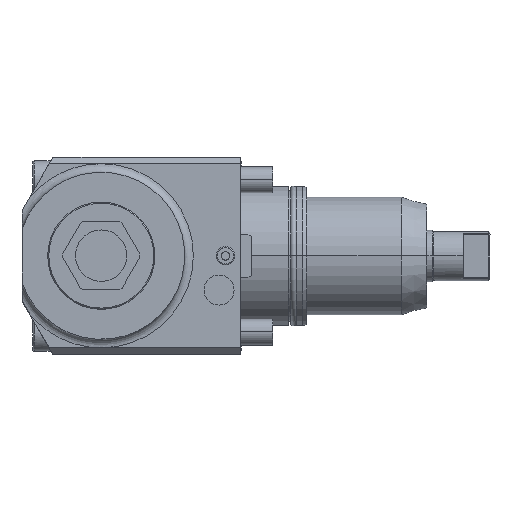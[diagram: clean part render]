
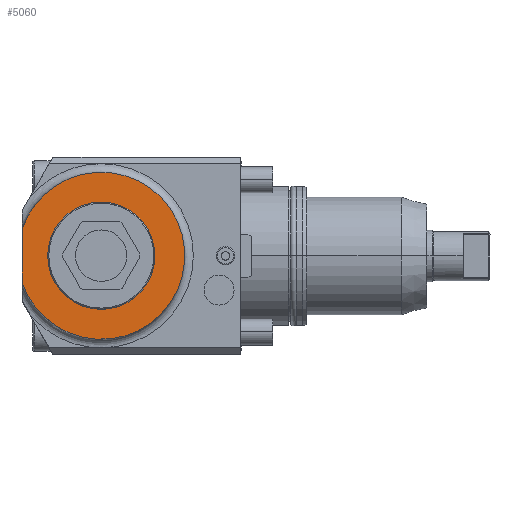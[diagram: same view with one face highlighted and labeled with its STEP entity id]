
A CAD part, top view. The second image highlights one B-rep face of the part: STEP entity #5060.
In plain terms, the highlighted planar face has unit normal (0, 0, 1).
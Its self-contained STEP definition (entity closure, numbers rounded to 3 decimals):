
#790=DIRECTION('',(0.,-1.,0.));
#791=VECTOR('',#790,24.658);
#792=CARTESIAN_POINT('',(-102.,12.329,67.5));
#793=LINE('',#792,#791);
#1158=CARTESIAN_POINT('',(-65.,0.,67.5));
#1159=DIRECTION('',(0.,0.,1.));
#1160=DIRECTION('',(-0.949,-0.316,0.));
#1161=AXIS2_PLACEMENT_3D('',#1158,#1159,#1160);
#1163=CARTESIAN_POINT('',(-65.,0.,67.5));
#1164=DIRECTION('',(0.,0.,-1.));
#1165=DIRECTION('',(0.,-1.,0.));
#1166=AXIS2_PLACEMENT_3D('',#1163,#1164,#1165);
#1168=CARTESIAN_POINT('',(-65.,0.,67.5));
#1169=DIRECTION('',(0.,0.,-1.));
#1170=DIRECTION('',(0.,1.,0.));
#1171=AXIS2_PLACEMENT_3D('',#1168,#1169,#1170);
#3291=CARTESIAN_POINT('',(-102.,12.329,67.5));
#3292=CARTESIAN_POINT('',(-102.,-12.329,67.5));
#3293=VERTEX_POINT('',#3291);
#3294=VERTEX_POINT('',#3292);
#3382=CARTESIAN_POINT('',(-65.,-22.5,67.5));
#3383=CARTESIAN_POINT('',(-65.,22.5,67.5));
#3384=VERTEX_POINT('',#3382);
#3385=VERTEX_POINT('',#3383);
#5045=CARTESIAN_POINT('',(-102.,46.,67.5));
#5046=DIRECTION('',(0.,0.,1.));
#5047=DIRECTION('',(0.,-1.,0.));
#5048=AXIS2_PLACEMENT_3D('',#5045,#5046,#5047);
#5049=PLANE('',#5048);
#5050=ORIENTED_EDGE('',*,*,#5039,.F.);
#5051=ORIENTED_EDGE('',*,*,#4640,.F.);
#5052=EDGE_LOOP('',(#5050,#5051));
#5053=FACE_OUTER_BOUND('',#5052,.F.);
#5055=ORIENTED_EDGE('',*,*,#5054,.F.);
#5057=ORIENTED_EDGE('',*,*,#5056,.F.);
#5058=EDGE_LOOP('',(#5055,#5057));
#5059=FACE_BOUND('',#5058,.F.);
#5060=ADVANCED_FACE('',(#5053,#5059),#5049,.T.);
#1162=CIRCLE('',#1161,39.);
#1167=CIRCLE('',#1166,22.5);
#1172=CIRCLE('',#1171,22.5);
#4640=EDGE_CURVE('',#3293,#3294,#793,.T.);
#5039=EDGE_CURVE('',#3294,#3293,#1162,.T.);
#5054=EDGE_CURVE('',#3384,#3385,#1167,.T.);
#5056=EDGE_CURVE('',#3385,#3384,#1172,.T.);
